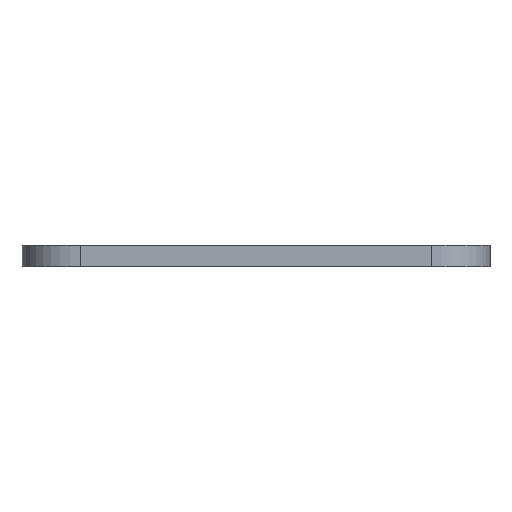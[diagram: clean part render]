
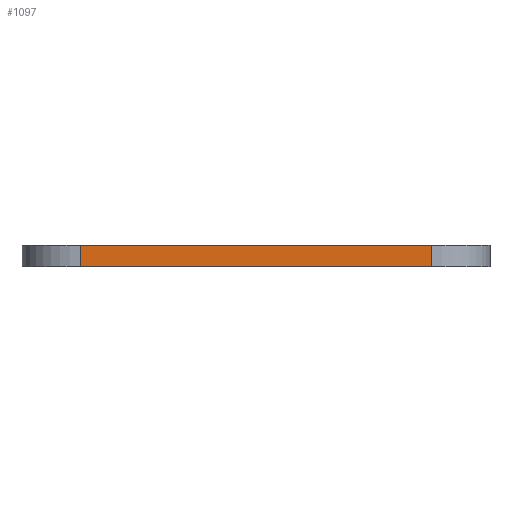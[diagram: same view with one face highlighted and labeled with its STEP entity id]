
A CAD part, left-side view. The second image highlights one B-rep face of the part: STEP entity #1097.
In plain terms, the highlighted planar face has unit normal (-1, 0, 0).
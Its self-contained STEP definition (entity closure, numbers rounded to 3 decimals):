
#154 = VERTEX_POINT('',#155);
#155 = CARTESIAN_POINT('',(-35.75,21.,0.));
#162 = EDGE_CURVE('',#163,#154,#165,.T.);
#163 = VERTEX_POINT('',#164);
#164 = CARTESIAN_POINT('',(-35.75,3.,0.));
#165 = LINE('',#166,#167);
#166 = CARTESIAN_POINT('',(-35.75,3.,0.));
#167 = VECTOR('',#168,1.);
#168 = DIRECTION('',(0.,1.,0.));
#599 = VERTEX_POINT('',#600);
#600 = CARTESIAN_POINT('',(-35.75,21.,1.09));
#607 = EDGE_CURVE('',#608,#599,#610,.T.);
#608 = VERTEX_POINT('',#609);
#609 = CARTESIAN_POINT('',(-35.75,3.,1.09));
#610 = LINE('',#611,#612);
#611 = CARTESIAN_POINT('',(-35.75,3.,1.09));
#612 = VECTOR('',#613,1.);
#613 = DIRECTION('',(0.,1.,0.));
#1067 = EDGE_CURVE('',#154,#599,#1068,.T.);
#1068 = LINE('',#1069,#1070);
#1069 = CARTESIAN_POINT('',(-35.75,21.,0.));
#1070 = VECTOR('',#1071,1.);
#1071 = DIRECTION('',(0.,0.,1.));
#1097 = ADVANCED_FACE('',(#1098),#1109,.T.);
#1098 = FACE_BOUND('',#1099,.T.);
#1099 = EDGE_LOOP('',(#1100,#1106,#1107,#1108));
#1100 = ORIENTED_EDGE('',*,*,#1101,.T.);
#1101 = EDGE_CURVE('',#163,#608,#1102,.T.);
#1102 = LINE('',#1103,#1104);
#1103 = CARTESIAN_POINT('',(-35.75,3.,0.));
#1104 = VECTOR('',#1105,1.);
#1105 = DIRECTION('',(0.,0.,1.));
#1106 = ORIENTED_EDGE('',*,*,#607,.T.);
#1107 = ORIENTED_EDGE('',*,*,#1067,.F.);
#1108 = ORIENTED_EDGE('',*,*,#162,.F.);
#1109 = PLANE('',#1110);
#1110 = AXIS2_PLACEMENT_3D('',#1111,#1112,#1113);
#1111 = CARTESIAN_POINT('',(-35.75,3.,0.));
#1112 = DIRECTION('',(-1.,0.,0.));
#1113 = DIRECTION('',(0.,1.,0.));
